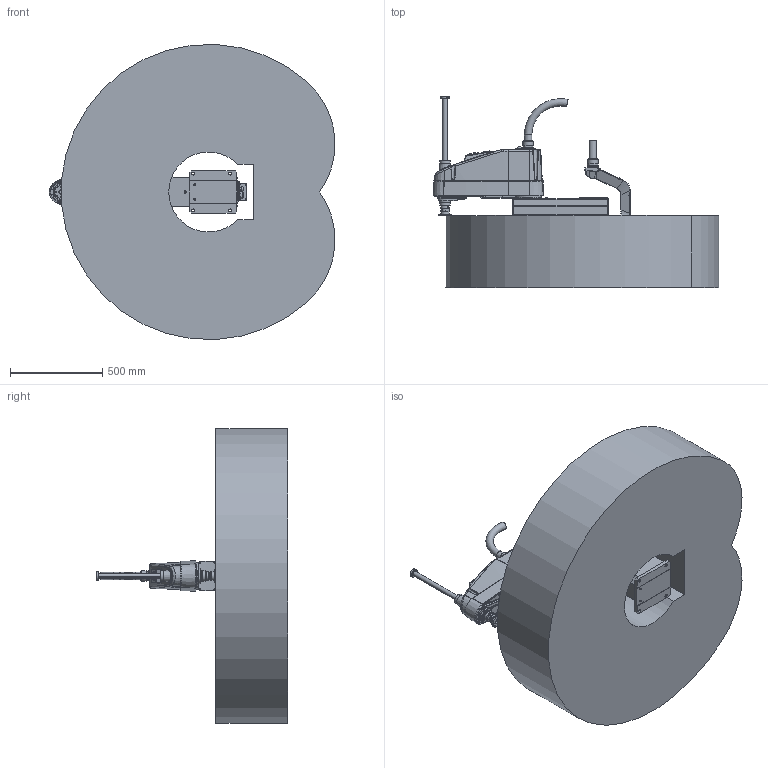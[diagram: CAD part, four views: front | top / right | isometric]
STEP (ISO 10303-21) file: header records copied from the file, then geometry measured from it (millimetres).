
FILE_DESCRIPTION (( 'STEP AP203' ), '1' );
FILE_NAME ('GBT-S20A-800仿真模型(带运动范围).STEP', '2025-08-11T04:00:47', ( '' ), ( '' ), 'SwSTEP 2.0', 'SolidWorks 2020', '' );
FILE_SCHEMA (( 'CONFIG_CONTROL_DESIGN' ));
Length unit declared in the file: millimetre
Products named in the file (6): GBT-S20A-400.00_defeature; GBT-S20A-100.00_defeature; GBT-S20A-300.00_defeature; GBT-S20A-200-800_defeature; GBT-S20A-800仿真模型(带运动范围); GBT-S20A-800毓峓芞
Assembly tree (5 placements, depth 2):
  GBT-S20A-800仿真模型(带运动范围)
    GBT-S20A-100.00_defeature
    GBT-S20A-200-800_defeature
    GBT-S20A-300.00_defeature
    GBT-S20A-400.00_defeature
    GBT-S20A-800毓峓芞
Bounding box: 1549.48 x 1038 x 1597.97 mm (x, y, z)
Volume: 722441663.1 mm3; surface area: 8330274 mm2
Topology: 15 solids, 17 shells, 2338 faces, 5599 edges, 3549 vertices
Faces by surface type: plane 1102, cylinder 640, cone 226, bspline 175, torus 163, sphere 32
Full cylindrical faces by diameter (mm): 3 x12, 3.3 x6, 4 x19, 4.2 x3, 5 x6, 5.5 x14, 5.6 x5, 6 x2, 6.6 x4, 7 x49, 7.5 x4, 8 x8, 8.5 x6, 8.8 x4, 9 x5, 9.6 x2, 10 x10, 10.9 x2, 11 x8, 13 x11, 13.379 x1, 13.75 x4, 14.5 x4, 16 x6, 18 x3, 20 x1, 22 x1, 25 x1, 25.1 x1, 27 x1
Entity records: 77242 total; most frequent: CARTESIAN_POINT 25157, DIRECTION 10605, ORIENTED_EDGE 10240, EDGE_CURVE 5120, AXIS2_PLACEMENT_3D 4104, VERTEX_POINT 3439, EDGE_LOOP 3027, FACE_OUTER_BOUND 2650
